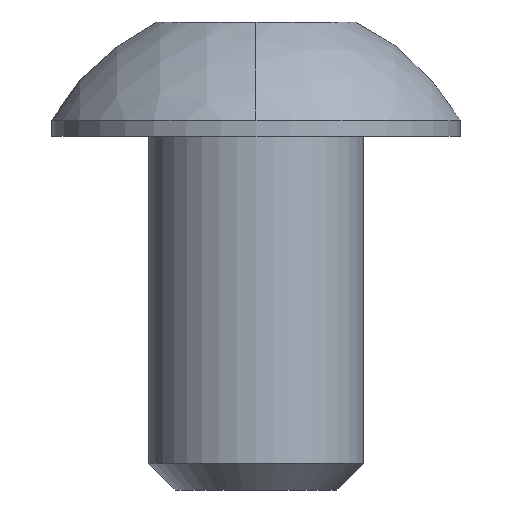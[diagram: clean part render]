
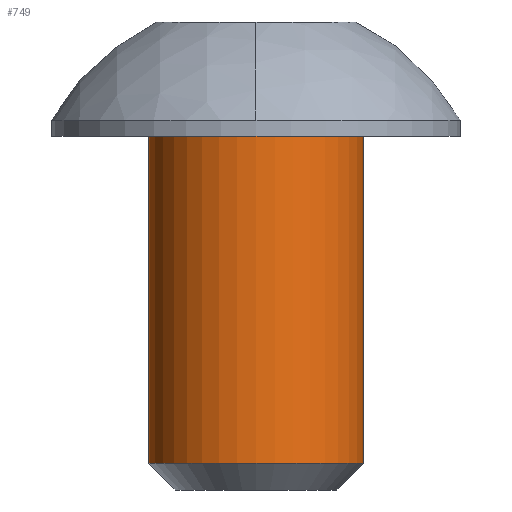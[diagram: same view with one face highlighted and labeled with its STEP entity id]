
A CAD part, front view. The second image highlights one B-rep face of the part: STEP entity #749.
In plain terms, the highlighted cylindrical face has radius 2.413 mm (diameter 4.826 mm), a partial arc.
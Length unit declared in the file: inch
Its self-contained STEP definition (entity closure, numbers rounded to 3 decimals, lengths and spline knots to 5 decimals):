
#13 = CARTESIAN_POINT ( 'NONE',  ( 0.095, 0., -0.18331 ) ) ;
#37 = VECTOR ( 'NONE', #46, 39.37008 ) ;
#46 = DIRECTION ( 'NONE',  ( 0., 0., 1. ) ) ;
#74 = DIRECTION ( 'NONE',  ( 1., 0., 0. ) ) ;
#81 = AXIS2_PLACEMENT_3D ( 'NONE', #578, #924, #74 ) ;
#96 = ORIENTED_EDGE ( 'NONE', *, *, #622, .F. ) ;
#120 = VERTEX_POINT ( 'NONE', #465 ) ;
#132 = ORIENTED_EDGE ( 'NONE', *, *, #874, .F. ) ;
#171 = DIRECTION ( 'NONE',  ( 1., 0., 0. ) ) ;
#200 = DIRECTION ( 'NONE',  ( 0., 0., 1. ) ) ;
#241 = CARTESIAN_POINT ( 'NONE',  ( 0.095, 0., 0.20675 ) ) ;
#243 = ORIENTED_EDGE ( 'NONE', *, *, #561, .T. ) ;
#246 = AXIS2_PLACEMENT_3D ( 'NONE', #250, #533, #171 ) ;
#250 = CARTESIAN_POINT ( 'NONE',  ( 0., 0., -0.18331 ) ) ;
#289 = FACE_OUTER_BOUND ( 'NONE', #549, .T. ) ;
#380 = VERTEX_POINT ( 'NONE', #13 ) ;
#419 = CARTESIAN_POINT ( 'NONE',  ( -0.095, 0., 0.20675 ) ) ;
#459 = DIRECTION ( 'NONE',  ( 1., 0., 0. ) ) ;
#465 = CARTESIAN_POINT ( 'NONE',  ( 0.095, 0., 0.10575 ) ) ;
#490 = CARTESIAN_POINT ( 'NONE',  ( -0.095, 0., 0.10575 ) ) ;
#530 = EDGE_CURVE ( 'NONE', #380, #120, #543, .T. ) ;
#533 = DIRECTION ( 'NONE',  ( 0., 0., 1. ) ) ;
#543 = LINE ( 'NONE', #241, #37 ) ;
#549 = EDGE_LOOP ( 'NONE', ( #96, #243, #606, #132 ) ) ;
#559 = CIRCLE ( 'NONE', #246, 0.095 ) ;
#561 = EDGE_CURVE ( 'NONE', #664, #380, #559, .T. ) ;
#578 = CARTESIAN_POINT ( 'NONE',  ( 0., 0., 0.20675 ) ) ;
#606 = ORIENTED_EDGE ( 'NONE', *, *, #530, .T. ) ;
#622 = EDGE_CURVE ( 'NONE', #664, #671, #905, .T. ) ;
#664 = VERTEX_POINT ( 'NONE', #710 ) ;
#671 = VERTEX_POINT ( 'NONE', #490 ) ;
#694 = VECTOR ( 'NONE', #200, 39.37008 ) ;
#710 = CARTESIAN_POINT ( 'NONE',  ( -0.095, 0., -0.18331 ) ) ;
#728 = DIRECTION ( 'NONE',  ( 0., 0., 1. ) ) ;
#749 = ADVANCED_FACE ( 'NONE', ( #289 ), #863, .T. ) ;
#828 = CIRCLE ( 'NONE', #871, 0.095 ) ;
#863 = CYLINDRICAL_SURFACE ( 'NONE', #81, 0.095 ) ;
#871 = AXIS2_PLACEMENT_3D ( 'NONE', #873, #728, #459 ) ;
#873 = CARTESIAN_POINT ( 'NONE',  ( 0., 0., 0.10575 ) ) ;
#874 = EDGE_CURVE ( 'NONE', #671, #120, #828, .T. ) ;
#905 = LINE ( 'NONE', #419, #694 ) ;
#924 = DIRECTION ( 'NONE',  ( 0., 0., 1. ) ) ;
